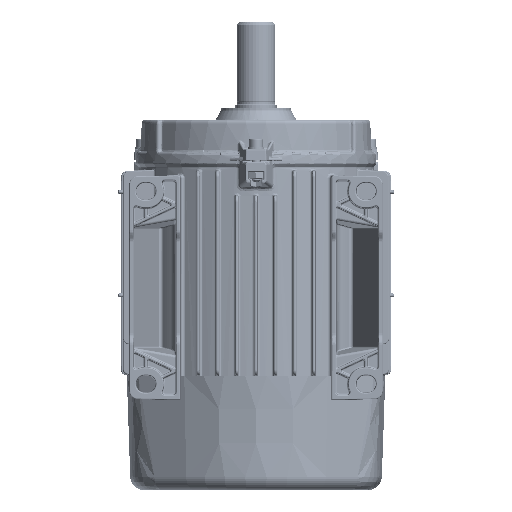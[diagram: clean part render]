
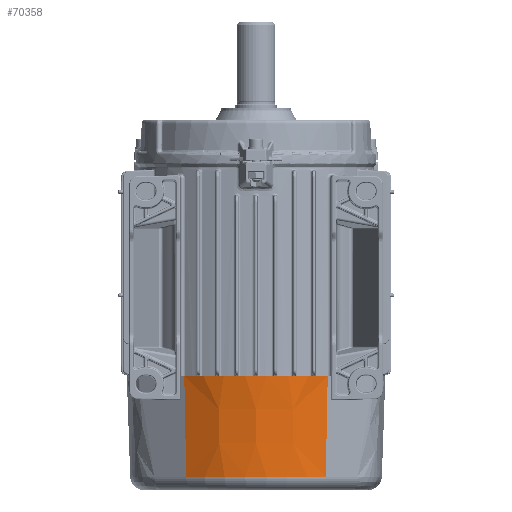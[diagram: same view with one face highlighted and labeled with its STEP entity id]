
A CAD part, front view. The second image highlights one B-rep face of the part: STEP entity #70358.
In plain terms, the highlighted conical face has half-angle 2 degrees and reference radius 94 mm.
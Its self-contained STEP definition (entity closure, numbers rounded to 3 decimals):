
#18244=CONICAL_SURFACE('',#247551,94.,2.);
#35585=FACE_OUTER_BOUND('',#91948,.T.);
#46113=LINE('',#523553,#56269);
#46114=LINE('',#523558,#56270);
#56269=VECTOR('',#304023,1.);
#56270=VECTOR('',#304026,1.);
#70358=ADVANCED_FACE('',(#35585),#18244,.T.);
#91948=EDGE_LOOP('',(#155898,#155899,#155900,#155901));
#155898=ORIENTED_EDGE('',*,*,#211736,.F.);
#155899=ORIENTED_EDGE('',*,*,#211737,.T.);
#155900=ORIENTED_EDGE('',*,*,#211738,.F.);
#155901=ORIENTED_EDGE('',*,*,#211739,.F.);
#178916=VERTEX_POINT('',#523554);
#178917=VERTEX_POINT('',#523555);
#178918=VERTEX_POINT('',#523557);
#178919=VERTEX_POINT('',#523559);
#211736=EDGE_CURVE('',#178916,#178917,#46113,.T.);
#211737=EDGE_CURVE('',#178916,#178918,#224552,.T.);
#211738=EDGE_CURVE('',#178919,#178918,#46114,.T.);
#211739=EDGE_CURVE('',#178917,#178919,#224553,.T.);
#224552=CIRCLE('',#247549,91.439);
#224553=CIRCLE('',#247550,94.);
#247549=AXIS2_PLACEMENT_3D('',#523556,#304024,#304025);
#247550=AXIS2_PLACEMENT_3D('',#523560,#304027,#304028);
#247551=AXIS2_PLACEMENT_3D('',#523561,#304029,#304030);
#304023=DIRECTION('',(-0.019,-0.029,0.999));
#304024=DIRECTION('',(0.,0.,1.));
#304025=DIRECTION('',(1.,0.,0.));
#304026=DIRECTION('',(-0.019,0.029,-0.999));
#304027=DIRECTION('',(0.,0.,1.));
#304028=DIRECTION('',(1.,0.,0.));
#304029=DIRECTION('',(0.,0.,1.));
#304030=DIRECTION('',(1.,0.,0.));
#523553=CARTESIAN_POINT('',(-52.105,-78.238,-159.));
#523554=CARTESIAN_POINT('',(-50.685,-76.106,-232.349));
#523555=CARTESIAN_POINT('',(-52.105,-78.238,-159.));
#523556=CARTESIAN_POINT('',(0.,0.,-232.349));
#523557=CARTESIAN_POINT('',(50.685,-76.106,-232.349));
#523558=CARTESIAN_POINT('',(52.105,-78.238,-159.));
#523559=CARTESIAN_POINT('',(52.105,-78.238,-159.));
#523560=CARTESIAN_POINT('',(0.,0.,-159.));
#523561=CARTESIAN_POINT('',(0.,0.,-159.));
